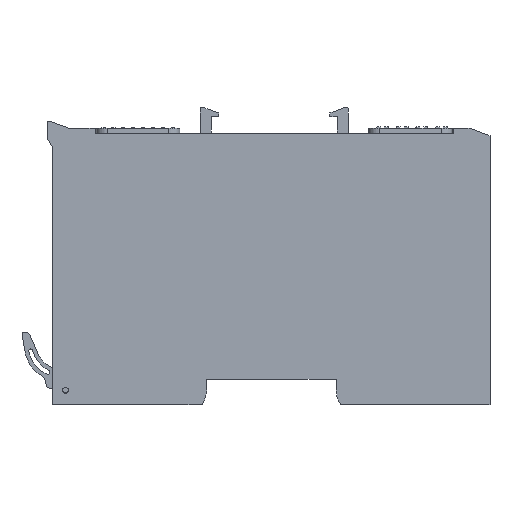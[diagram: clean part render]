
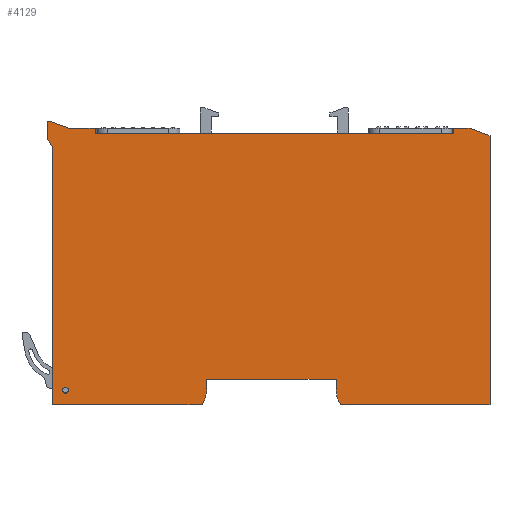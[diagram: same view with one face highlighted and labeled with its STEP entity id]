
A CAD part, left-side view. The second image highlights one B-rep face of the part: STEP entity #4129.
In plain terms, the highlighted planar face has unit normal (-1, 0, 0).
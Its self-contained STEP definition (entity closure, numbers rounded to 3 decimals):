
#866=AXIS2_PLACEMENT_3D('Circle Axis2P3D',#864,#865,$) ;
#916=AXIS2_PLACEMENT_3D('Circle Axis2P3D',#914,#915,$) ;
#1084=AXIS2_PLACEMENT_3D('Circle Axis2P3D',#1082,#1083,$) ;
#1177=AXIS2_PLACEMENT_3D('Circle Axis2P3D',#1175,#1176,$) ;
#2181=AXIS2_PLACEMENT_3D('Circle Axis2P3D',#2179,#2180,$) ;
#2222=AXIS2_PLACEMENT_3D('Circle Axis2P3D',#2220,#2221,$) ;
#4100=AXIS2_PLACEMENT_3D('Plane Axis2P3D',#4097,#4098,#4099) ;
#161=CARTESIAN_POINT('Vertex',(0.,0.,73.566)) ;
#164=CARTESIAN_POINT('Line Origine',(0.,0.,36.783)) ;
#168=CARTESIAN_POINT('Vertex',(0.,0.,0.)) ;
#701=CARTESIAN_POINT('Line Origine',(0.,20.405,0.)) ;
#705=CARTESIAN_POINT('Vertex',(0.,40.81,0.)) ;
#737=CARTESIAN_POINT('Vertex',(0.,5.45,75.55)) ;
#740=CARTESIAN_POINT('Line Origine',(0.,2.725,74.558)) ;
#802=CARTESIAN_POINT('Vertex',(0.,10.,75.55)) ;
#805=CARTESIAN_POINT('Line Origine',(0.,7.725,75.55)) ;
#829=CARTESIAN_POINT('Vertex',(0.,120.7,77.45)) ;
#832=CARTESIAN_POINT('Line Origine',(0.,120.415,77.45)) ;
#836=CARTESIAN_POINT('Vertex',(0.,120.13,77.45)) ;
#861=CARTESIAN_POINT('Vertex',(0.,121.,77.15)) ;
#864=CARTESIAN_POINT('Axis2P3D Location',(0.,120.7,77.15)) ;
#886=CARTESIAN_POINT('Vertex',(0.,121.,73.028)) ;
#889=CARTESIAN_POINT('Line Origine',(0.,121.,75.089)) ;
#911=CARTESIAN_POINT('Vertex',(0.,120.96,72.878)) ;
#914=CARTESIAN_POINT('Axis2P3D Location',(0.,120.7,73.028)) ;
#936=CARTESIAN_POINT('Vertex',(0.,119.5,70.35)) ;
#939=CARTESIAN_POINT('Line Origine',(0.,120.23,71.614)) ;
#961=CARTESIAN_POINT('Vertex',(0.,119.5,0.)) ;
#964=CARTESIAN_POINT('Line Origine',(0.,119.5,35.175)) ;
#1020=CARTESIAN_POINT('Vertex',(0.,78.69,0.)) ;
#1023=CARTESIAN_POINT('Line Origine',(0.,99.095,0.)) ;
#1079=CARTESIAN_POINT('Vertex',(0.,77.45,4.13)) ;
#1082=CARTESIAN_POINT('Axis2P3D Location',(0.,84.95,4.13)) ;
#1104=CARTESIAN_POINT('Vertex',(0.,77.45,7.)) ;
#1107=CARTESIAN_POINT('Line Origine',(0.,77.45,5.565)) ;
#1129=CARTESIAN_POINT('Vertex',(0.,42.05,7.)) ;
#1132=CARTESIAN_POINT('Line Origine',(0.,59.75,7.)) ;
#1154=CARTESIAN_POINT('Vertex',(0.,42.05,4.13)) ;
#1157=CARTESIAN_POINT('Line Origine',(0.,42.05,5.565)) ;
#1175=CARTESIAN_POINT('Axis2P3D Location',(0.,34.55,4.13)) ;
#1197=CARTESIAN_POINT('Vertex',(0.,10.,74.05)) ;
#1200=CARTESIAN_POINT('Line Origine',(0.,10.,74.8)) ;
#1222=CARTESIAN_POINT('Vertex',(0.,107.9,74.05)) ;
#1225=CARTESIAN_POINT('Line Origine',(0.,58.95,74.05)) ;
#1605=CARTESIAN_POINT('Line Origine',(0.,107.9,74.8)) ;
#1609=CARTESIAN_POINT('Vertex',(0.,107.9,75.55)) ;
#1634=CARTESIAN_POINT('Vertex',(0.,114.91,75.55)) ;
#1637=CARTESIAN_POINT('Line Origine',(0.,111.405,75.55)) ;
#1655=CARTESIAN_POINT('Line Origine',(0.,117.52,76.5)) ;
#2179=CARTESIAN_POINT('Axis2P3D Location',(0.,116.,4.)) ;
#2183=CARTESIAN_POINT('Vertex',(0.,116.,4.8)) ;
#2185=CARTESIAN_POINT('Vertex',(0.,116.,3.2)) ;
#2220=CARTESIAN_POINT('Axis2P3D Location',(0.,116.,4.)) ;
#4097=CARTESIAN_POINT('Axis2P3D Location',(0.,119.5,0.)) ;
#165=DIRECTION('Vector Direction',(0.,0.,1.)) ;
#702=DIRECTION('Vector Direction',(0.,-1.,0.)) ;
#741=DIRECTION('Vector Direction',(0.,0.94,0.342)) ;
#806=DIRECTION('Vector Direction',(0.,-1.,0.)) ;
#833=DIRECTION('Vector Direction',(0.,-1.,0.)) ;
#865=DIRECTION('Axis2P3D Direction',(-1.,-0.,0.)) ;
#890=DIRECTION('Vector Direction',(0.,0.,1.)) ;
#915=DIRECTION('Axis2P3D Direction',(-1.,-0.,0.)) ;
#940=DIRECTION('Vector Direction',(0.,0.5,0.866)) ;
#965=DIRECTION('Vector Direction',(0.,0.,1.)) ;
#1024=DIRECTION('Vector Direction',(0.,-1.,0.)) ;
#1083=DIRECTION('Axis2P3D Direction',(1.,0.,-0.)) ;
#1108=DIRECTION('Vector Direction',(0.,0.,1.)) ;
#1133=DIRECTION('Vector Direction',(0.,-1.,0.)) ;
#1158=DIRECTION('Vector Direction',(0.,0.,-1.)) ;
#1176=DIRECTION('Axis2P3D Direction',(1.,0.,0.)) ;
#1201=DIRECTION('Vector Direction',(0.,0.,-1.)) ;
#1226=DIRECTION('Vector Direction',(0.,1.,0.)) ;
#1606=DIRECTION('Vector Direction',(0.,0.,1.)) ;
#1638=DIRECTION('Vector Direction',(0.,-1.,0.)) ;
#1656=DIRECTION('Vector Direction',(0.,-0.94,-0.342)) ;
#2180=DIRECTION('Axis2P3D Direction',(1.,0.,0.)) ;
#2221=DIRECTION('Axis2P3D Direction',(1.,0.,-0.)) ;
#4098=DIRECTION('Axis2P3D Direction',(1.,0.,0.)) ;
#4099=DIRECTION('Axis2P3D XDirection',(0.,0.,-1.)) ;
#166=VECTOR('Line Direction',#165,1.) ;
#703=VECTOR('Line Direction',#702,1.) ;
#742=VECTOR('Line Direction',#741,1.) ;
#807=VECTOR('Line Direction',#806,1.) ;
#834=VECTOR('Line Direction',#833,1.) ;
#891=VECTOR('Line Direction',#890,1.) ;
#941=VECTOR('Line Direction',#940,1.) ;
#966=VECTOR('Line Direction',#965,1.) ;
#1025=VECTOR('Line Direction',#1024,1.) ;
#1109=VECTOR('Line Direction',#1108,1.) ;
#1134=VECTOR('Line Direction',#1133,1.) ;
#1159=VECTOR('Line Direction',#1158,1.) ;
#1202=VECTOR('Line Direction',#1201,1.) ;
#1227=VECTOR('Line Direction',#1226,1.) ;
#1607=VECTOR('Line Direction',#1606,1.) ;
#1639=VECTOR('Line Direction',#1638,1.) ;
#1657=VECTOR('Line Direction',#1656,1.) ;
#4103=ORIENTED_EDGE('',*,*,#1641,.F.) ;
#4104=ORIENTED_EDGE('',*,*,#1659,.F.) ;
#4105=ORIENTED_EDGE('',*,*,#838,.F.) ;
#4106=ORIENTED_EDGE('',*,*,#868,.F.) ;
#4107=ORIENTED_EDGE('',*,*,#893,.F.) ;
#4108=ORIENTED_EDGE('',*,*,#918,.F.) ;
#4109=ORIENTED_EDGE('',*,*,#943,.F.) ;
#4110=ORIENTED_EDGE('',*,*,#968,.F.) ;
#4111=ORIENTED_EDGE('',*,*,#1027,.T.) ;
#4112=ORIENTED_EDGE('',*,*,#1086,.F.) ;
#4113=ORIENTED_EDGE('',*,*,#1111,.T.) ;
#4114=ORIENTED_EDGE('',*,*,#1136,.T.) ;
#4115=ORIENTED_EDGE('',*,*,#1161,.T.) ;
#4116=ORIENTED_EDGE('',*,*,#1179,.F.) ;
#4117=ORIENTED_EDGE('',*,*,#707,.T.) ;
#4118=ORIENTED_EDGE('',*,*,#170,.T.) ;
#4119=ORIENTED_EDGE('',*,*,#744,.T.) ;
#4120=ORIENTED_EDGE('',*,*,#809,.F.) ;
#4121=ORIENTED_EDGE('',*,*,#1204,.T.) ;
#4122=ORIENTED_EDGE('',*,*,#1229,.T.) ;
#4123=ORIENTED_EDGE('',*,*,#1611,.T.) ;
#4126=ORIENTED_EDGE('',*,*,#2187,.F.) ;
#4127=ORIENTED_EDGE('',*,*,#2224,.F.) ;
#4128=FACE_BOUND('',#4125,.T.) ;
#4129=ADVANCED_FACE('V1',(#4124,#4128),#4101,.F.) ;
#867=CIRCLE('generated circle',#866,0.3) ;
#917=CIRCLE('generated circle',#916,0.3) ;
#1085=CIRCLE('generated circle',#1084,7.5) ;
#1178=CIRCLE('generated circle',#1177,7.5) ;
#2182=CIRCLE('generated circle',#2181,0.8) ;
#2223=CIRCLE('generated circle',#2222,0.8) ;
#170=EDGE_CURVE('',#169,#162,#167,.T.) ;
#707=EDGE_CURVE('',#706,#169,#704,.T.) ;
#744=EDGE_CURVE('',#162,#738,#743,.T.) ;
#809=EDGE_CURVE('',#803,#738,#808,.T.) ;
#838=EDGE_CURVE('',#830,#837,#835,.T.) ;
#868=EDGE_CURVE('',#862,#830,#867,.F.) ;
#893=EDGE_CURVE('',#887,#862,#892,.T.) ;
#918=EDGE_CURVE('',#912,#887,#917,.F.) ;
#943=EDGE_CURVE('',#937,#912,#942,.T.) ;
#968=EDGE_CURVE('',#962,#937,#967,.T.) ;
#1027=EDGE_CURVE('',#962,#1021,#1026,.T.) ;
#1086=EDGE_CURVE('',#1080,#1021,#1085,.T.) ;
#1111=EDGE_CURVE('',#1080,#1105,#1110,.T.) ;
#1136=EDGE_CURVE('',#1105,#1130,#1135,.T.) ;
#1161=EDGE_CURVE('',#1130,#1155,#1160,.T.) ;
#1179=EDGE_CURVE('',#706,#1155,#1178,.T.) ;
#1204=EDGE_CURVE('',#803,#1198,#1203,.T.) ;
#1229=EDGE_CURVE('',#1198,#1223,#1228,.T.) ;
#1611=EDGE_CURVE('',#1223,#1610,#1608,.T.) ;
#1641=EDGE_CURVE('',#1635,#1610,#1640,.T.) ;
#1659=EDGE_CURVE('',#837,#1635,#1658,.T.) ;
#2187=EDGE_CURVE('',#2184,#2186,#2182,.F.) ;
#2224=EDGE_CURVE('',#2186,#2184,#2223,.F.) ;
#4102=EDGE_LOOP('',(#4103,#4104,#4105,#4106,#4107,#4108,#4109,#4110,#4111,#4112,#4113,#4114,#4115,#4116,#4117,#4118,#4119,#4120,#4121,#4122,#4123)) ;
#4125=EDGE_LOOP('',(#4126,#4127)) ;
#4124=FACE_OUTER_BOUND('',#4102,.T.) ;
#167=LINE('Line',#164,#166) ;
#704=LINE('Line',#701,#703) ;
#743=LINE('Line',#740,#742) ;
#808=LINE('Line',#805,#807) ;
#835=LINE('Line',#832,#834) ;
#892=LINE('Line',#889,#891) ;
#942=LINE('Line',#939,#941) ;
#967=LINE('Line',#964,#966) ;
#1026=LINE('Line',#1023,#1025) ;
#1110=LINE('Line',#1107,#1109) ;
#1135=LINE('Line',#1132,#1134) ;
#1160=LINE('Line',#1157,#1159) ;
#1203=LINE('Line',#1200,#1202) ;
#1228=LINE('Line',#1225,#1227) ;
#1608=LINE('Line',#1605,#1607) ;
#1640=LINE('Line',#1637,#1639) ;
#1658=LINE('Line',#1655,#1657) ;
#4101=PLANE('',#4100) ;
#162=VERTEX_POINT('',#161) ;
#169=VERTEX_POINT('',#168) ;
#706=VERTEX_POINT('',#705) ;
#738=VERTEX_POINT('',#737) ;
#803=VERTEX_POINT('',#802) ;
#830=VERTEX_POINT('',#829) ;
#837=VERTEX_POINT('',#836) ;
#862=VERTEX_POINT('',#861) ;
#887=VERTEX_POINT('',#886) ;
#912=VERTEX_POINT('',#911) ;
#937=VERTEX_POINT('',#936) ;
#962=VERTEX_POINT('',#961) ;
#1021=VERTEX_POINT('',#1020) ;
#1080=VERTEX_POINT('',#1079) ;
#1105=VERTEX_POINT('',#1104) ;
#1130=VERTEX_POINT('',#1129) ;
#1155=VERTEX_POINT('',#1154) ;
#1198=VERTEX_POINT('',#1197) ;
#1223=VERTEX_POINT('',#1222) ;
#1610=VERTEX_POINT('',#1609) ;
#1635=VERTEX_POINT('',#1634) ;
#2184=VERTEX_POINT('',#2183) ;
#2186=VERTEX_POINT('',#2185) ;
